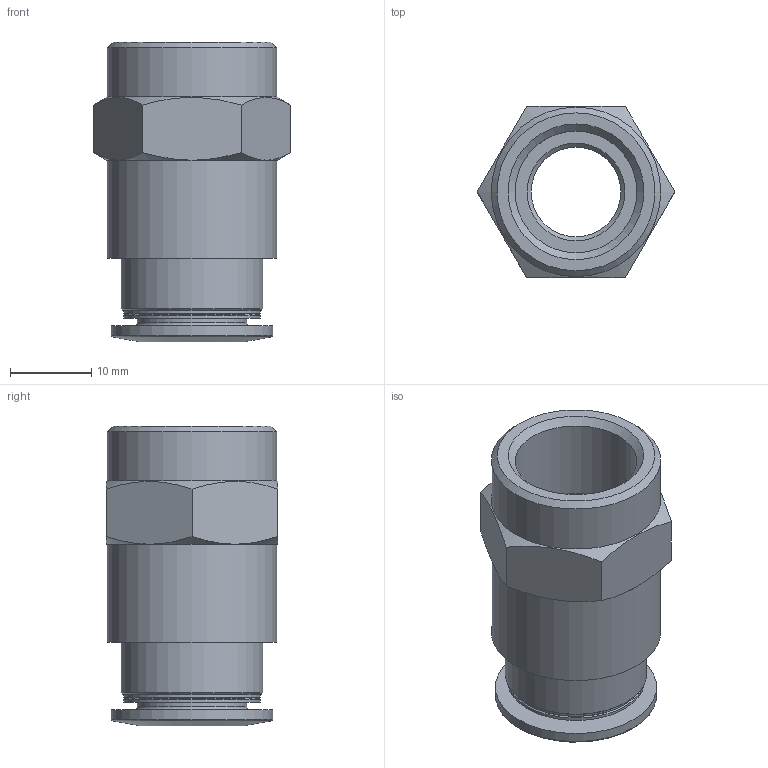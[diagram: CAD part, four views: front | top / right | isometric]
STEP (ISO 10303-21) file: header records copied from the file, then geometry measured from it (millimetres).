
FILE_DESCRIPTION(/* description */ ('STEP AP214'),/* implementation_level */ '2;1');
FILE_NAME(/* name */ '130717_QSF-3_8-12-B-20',/* time_stamp */ '2024-09-14T07:19:07+02:00',/* author */ ('License CC BY-ND 4.0'),/* organization */ ('CADENAS'),/* preprocessor_version */ 'ST-DEVELOPER v19.3',/* originating_system */ 'PARTsolutions',/* authorisation */ ' ');
FILE_SCHEMA (('AUTOMOTIVE_DESIGN {1 0 10303 214 3 1 1}'));
Length unit declared in the file: millimetre
Products named in the file (1): 130717 QSF-3/8-12-B-20
Bounding box: 24.25 x 21 x 36.8 mm (x, y, z)
Volume: 6889.3 mm3; surface area: 4594.1 mm2
Topology: 1 solids, 1 shells, 41 faces, 80 edges, 47 vertices
Faces by surface type: plane 14, cone 14, cylinder 10, torus 3
Full cylindrical faces by diameter (mm): 11 x1, 12 x1, 13.4 x1, 14.95 x1, 16.8 x2, 17.4 x1, 19.8 x1, 20.8 x2
Entity records: 1269 total; most frequent: CARTESIAN_POINT 214, DIRECTION 158, ORIENTED_EDGE 116, AXIS2_PLACEMENT_3D 76, EDGE_LOOP 70, FACE_BOUND 70, EDGE_CURVE 58, VERTEX_POINT 46
